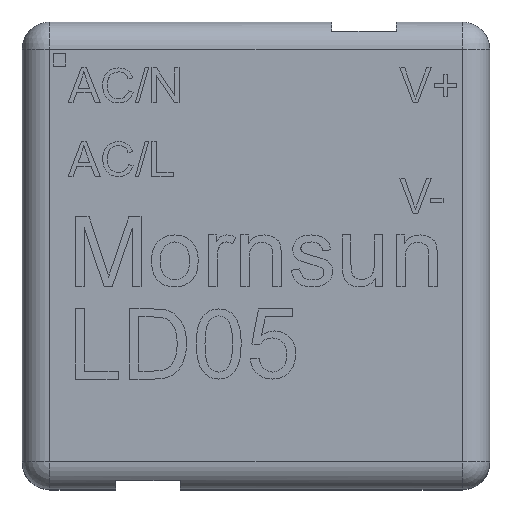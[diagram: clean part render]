
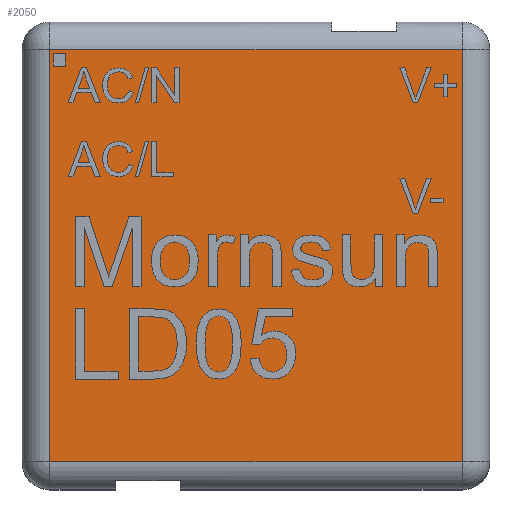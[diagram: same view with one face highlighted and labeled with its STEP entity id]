
A CAD part, top view. The second image highlights one B-rep face of the part: STEP entity #2050.
In plain terms, the highlighted planar face has unit normal (0, 0, 1).
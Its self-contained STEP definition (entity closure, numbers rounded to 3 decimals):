
#715 = CYLINDRICAL_SURFACE('',#716,1.5);
#716 = AXIS2_PLACEMENT_3D('',#717,#718,#719);
#717 = CARTESIAN_POINT('',(1.5,0.,16.1));
#718 = DIRECTION('',(0.,1.,0.));
#719 = DIRECTION('',(-1.,0.,0.));
#1234 = VERTEX_POINT('',#1235);
#1235 = CARTESIAN_POINT('',(1.5,1.5,17.6));
#1260 = EDGE_CURVE('',#1234,#1261,#1263,.T.);
#1261 = VERTEX_POINT('',#1262);
#1262 = CARTESIAN_POINT('',(1.5,23.9,17.6));
#1263 = SURFACE_CURVE('',#1264,(#1268,#1275),.PCURVE_S1.);
#1264 = LINE('',#1265,#1266);
#1265 = CARTESIAN_POINT('',(1.5,0.,17.6));
#1266 = VECTOR('',#1267,1.);
#1267 = DIRECTION('',(0.,1.,0.));
#1268 = PCURVE('',#715,#1269);
#1269 = DEFINITIONAL_REPRESENTATION('',(#1270),#1274);
#1270 = LINE('',#1271,#1272);
#1271 = CARTESIAN_POINT('',(1.571,0.));
#1272 = VECTOR('',#1273,1.);
#1273 = DIRECTION('',(0.,1.));
#1274 = ( GEOMETRIC_REPRESENTATION_CONTEXT(2) 
PARAMETRIC_REPRESENTATION_CONTEXT() REPRESENTATION_CONTEXT('2D SPACE',''
  ) );
#1275 = PCURVE('',#1276,#1281);
#1276 = PLANE('',#1277);
#1277 = AXIS2_PLACEMENT_3D('',#1278,#1279,#1280);
#1278 = CARTESIAN_POINT('',(0.,0.,17.6));
#1279 = DIRECTION('',(0.,0.,1.));
#1280 = DIRECTION('',(1.,0.,0.));
#1281 = DEFINITIONAL_REPRESENTATION('',(#1282),#1286);
#1282 = LINE('',#1283,#1284);
#1283 = CARTESIAN_POINT('',(1.5,0.));
#1284 = VECTOR('',#1285,1.);
#1285 = DIRECTION('',(0.,1.));
#1286 = ( GEOMETRIC_REPRESENTATION_CONTEXT(2) 
PARAMETRIC_REPRESENTATION_CONTEXT() REPRESENTATION_CONTEXT('2D SPACE',''
  ) );
#1382 = CYLINDRICAL_SURFACE('',#1383,1.5);
#1383 = AXIS2_PLACEMENT_3D('',#1384,#1385,#1386);
#1384 = CARTESIAN_POINT('',(0.,23.9,16.1));
#1385 = DIRECTION('',(1.,0.,0.));
#1386 = DIRECTION('',(0.,1.,0.));
#1685 = CYLINDRICAL_SURFACE('',#1686,1.5);
#1686 = AXIS2_PLACEMENT_3D('',#1687,#1688,#1689);
#1687 = CARTESIAN_POINT('',(23.9,0.,16.1));
#1688 = DIRECTION('',(0.,1.,0.));
#1689 = DIRECTION('',(1.,0.,0.));
#1814 = CYLINDRICAL_SURFACE('',#1815,1.5);
#1815 = AXIS2_PLACEMENT_3D('',#1816,#1817,#1818);
#1816 = CARTESIAN_POINT('',(0.,1.5,16.1));
#1817 = DIRECTION('',(1.,0.,0.));
#1818 = DIRECTION('',(0.,-1.,0.));
#2050 = ADVANCED_FACE('',(#2051),#1276,.T.);
#2051 = FACE_BOUND('',#2052,.T.);
#2052 = EDGE_LOOP('',(#2053,#2054,#2077,#2100));
#2053 = ORIENTED_EDGE('',*,*,#1260,.F.);
#2054 = ORIENTED_EDGE('',*,*,#2055,.T.);
#2055 = EDGE_CURVE('',#1234,#2056,#2058,.T.);
#2056 = VERTEX_POINT('',#2057);
#2057 = CARTESIAN_POINT('',(23.9,1.5,17.6));
#2058 = SURFACE_CURVE('',#2059,(#2063,#2070),.PCURVE_S1.);
#2059 = LINE('',#2060,#2061);
#2060 = CARTESIAN_POINT('',(0.,1.5,17.6));
#2061 = VECTOR('',#2062,1.);
#2062 = DIRECTION('',(1.,0.,0.));
#2063 = PCURVE('',#1276,#2064);
#2064 = DEFINITIONAL_REPRESENTATION('',(#2065),#2069);
#2065 = LINE('',#2066,#2067);
#2066 = CARTESIAN_POINT('',(0.,1.5));
#2067 = VECTOR('',#2068,1.);
#2068 = DIRECTION('',(1.,0.));
#2069 = ( GEOMETRIC_REPRESENTATION_CONTEXT(2) 
PARAMETRIC_REPRESENTATION_CONTEXT() REPRESENTATION_CONTEXT('2D SPACE',''
  ) );
#2070 = PCURVE('',#1814,#2071);
#2071 = DEFINITIONAL_REPRESENTATION('',(#2072),#2076);
#2072 = LINE('',#2073,#2074);
#2073 = CARTESIAN_POINT('',(-1.571,0.));
#2074 = VECTOR('',#2075,1.);
#2075 = DIRECTION('',(-0.,1.));
#2076 = ( GEOMETRIC_REPRESENTATION_CONTEXT(2) 
PARAMETRIC_REPRESENTATION_CONTEXT() REPRESENTATION_CONTEXT('2D SPACE',''
  ) );
#2077 = ORIENTED_EDGE('',*,*,#2078,.T.);
#2078 = EDGE_CURVE('',#2056,#2079,#2081,.T.);
#2079 = VERTEX_POINT('',#2080);
#2080 = CARTESIAN_POINT('',(23.9,23.9,17.6));
#2081 = SURFACE_CURVE('',#2082,(#2086,#2093),.PCURVE_S1.);
#2082 = LINE('',#2083,#2084);
#2083 = CARTESIAN_POINT('',(23.9,0.,17.6));
#2084 = VECTOR('',#2085,1.);
#2085 = DIRECTION('',(0.,1.,0.));
#2086 = PCURVE('',#1276,#2087);
#2087 = DEFINITIONAL_REPRESENTATION('',(#2088),#2092);
#2088 = LINE('',#2089,#2090);
#2089 = CARTESIAN_POINT('',(23.9,0.));
#2090 = VECTOR('',#2091,1.);
#2091 = DIRECTION('',(0.,1.));
#2092 = ( GEOMETRIC_REPRESENTATION_CONTEXT(2) 
PARAMETRIC_REPRESENTATION_CONTEXT() REPRESENTATION_CONTEXT('2D SPACE',''
  ) );
#2093 = PCURVE('',#1685,#2094);
#2094 = DEFINITIONAL_REPRESENTATION('',(#2095),#2099);
#2095 = LINE('',#2096,#2097);
#2096 = CARTESIAN_POINT('',(-1.571,0.));
#2097 = VECTOR('',#2098,1.);
#2098 = DIRECTION('',(-0.,1.));
#2099 = ( GEOMETRIC_REPRESENTATION_CONTEXT(2) 
PARAMETRIC_REPRESENTATION_CONTEXT() REPRESENTATION_CONTEXT('2D SPACE',''
  ) );
#2100 = ORIENTED_EDGE('',*,*,#2101,.F.);
#2101 = EDGE_CURVE('',#1261,#2079,#2102,.T.);
#2102 = SURFACE_CURVE('',#2103,(#2107,#2114),.PCURVE_S1.);
#2103 = LINE('',#2104,#2105);
#2104 = CARTESIAN_POINT('',(0.,23.9,17.6));
#2105 = VECTOR('',#2106,1.);
#2106 = DIRECTION('',(1.,0.,0.));
#2107 = PCURVE('',#1276,#2108);
#2108 = DEFINITIONAL_REPRESENTATION('',(#2109),#2113);
#2109 = LINE('',#2110,#2111);
#2110 = CARTESIAN_POINT('',(0.,23.9));
#2111 = VECTOR('',#2112,1.);
#2112 = DIRECTION('',(1.,0.));
#2113 = ( GEOMETRIC_REPRESENTATION_CONTEXT(2) 
PARAMETRIC_REPRESENTATION_CONTEXT() REPRESENTATION_CONTEXT('2D SPACE',''
  ) );
#2114 = PCURVE('',#1382,#2115);
#2115 = DEFINITIONAL_REPRESENTATION('',(#2116),#2120);
#2116 = LINE('',#2117,#2118);
#2117 = CARTESIAN_POINT('',(1.571,0.));
#2118 = VECTOR('',#2119,1.);
#2119 = DIRECTION('',(0.,1.));
#2120 = ( GEOMETRIC_REPRESENTATION_CONTEXT(2) 
PARAMETRIC_REPRESENTATION_CONTEXT() REPRESENTATION_CONTEXT('2D SPACE',''
  ) );
